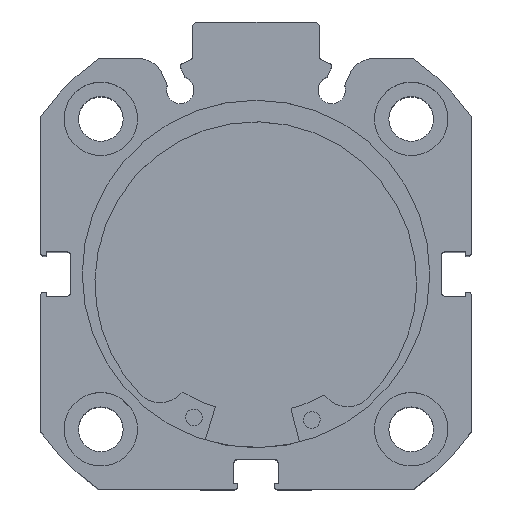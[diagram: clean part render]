
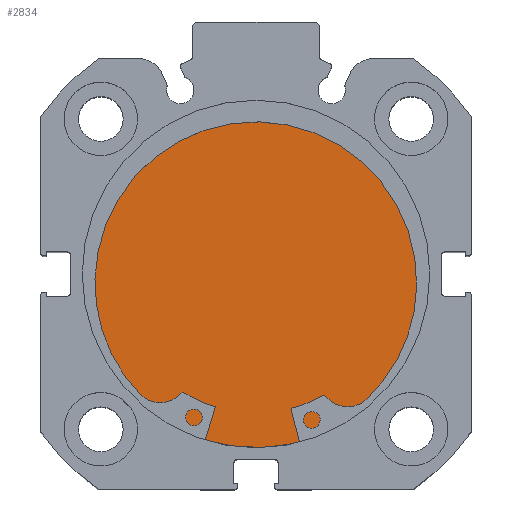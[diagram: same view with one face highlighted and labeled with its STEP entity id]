
A CAD part, top view. The second image highlights one B-rep face of the part: STEP entity #2834.
In plain terms, the highlighted face is planar.
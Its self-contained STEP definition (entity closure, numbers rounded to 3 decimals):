
#239 = VERTEX_POINT ( 'NONE', #5186 ) ;
#240 = VERTEX_POINT ( 'NONE', #5187 ) ;
#969 = CIRCLE ( 'NONE', #4904, 26. ) ;
#972 = CIRCLE ( 'NONE', #4901, 26. ) ;
#1762 = CARTESIAN_POINT ( 'NONE',  ( 9., 0., 0. ) ) ;
#1764 = DIRECTION ( 'NONE',  ( -1., 0., 0. ) ) ;
#1765 = DIRECTION ( 'NONE',  ( 0., 0., 1. ) ) ;
#1768 = CARTESIAN_POINT ( 'NONE',  ( 9., 0., 0. ) ) ;
#1769 = DIRECTION ( 'NONE',  ( -1., 0., 0. ) ) ;
#1770 = DIRECTION ( 'NONE',  ( 0., 0., 1. ) ) ;
#2834 = ADVANCED_FACE ( 'NONE', ( #6561 ), #5508, .F. ) ;
#3149 = EDGE_LOOP ( 'NONE', ( #6617, #6611 ) ) ;
#4278 = EDGE_CURVE ( 'NONE', #239, #240, #969, .T. ) ;
#4280 = EDGE_CURVE ( 'NONE', #240, #239, #972, .T. ) ;
#4619 = AXIS2_PLACEMENT_3D ( 'NONE', #5507, #5510, #5511 ) ;
#4901 = AXIS2_PLACEMENT_3D ( 'NONE', #1768, #1769, #1770 ) ;
#4904 = AXIS2_PLACEMENT_3D ( 'NONE', #1762, #1764, #1765 ) ;
#5186 = CARTESIAN_POINT ( 'NONE',  ( 9., 0., 26. ) ) ;
#5187 = CARTESIAN_POINT ( 'NONE',  ( 9., 0., -26. ) ) ;
#5507 = CARTESIAN_POINT ( 'NONE',  ( 9., 26., 0. ) ) ;
#5508 = PLANE ( 'NONE',  #4619 ) ;
#5510 = DIRECTION ( 'NONE',  ( -1., 0., 0. ) ) ;
#5511 = DIRECTION ( 'NONE',  ( 0., 0., 1. ) ) ;
#6561 = FACE_OUTER_BOUND ( 'NONE', #3149, .T. ) ;
#6611 = ORIENTED_EDGE ( 'NONE', *, *, #4280, .F. ) ;
#6617 = ORIENTED_EDGE ( 'NONE', *, *, #4278, .F. ) ;
